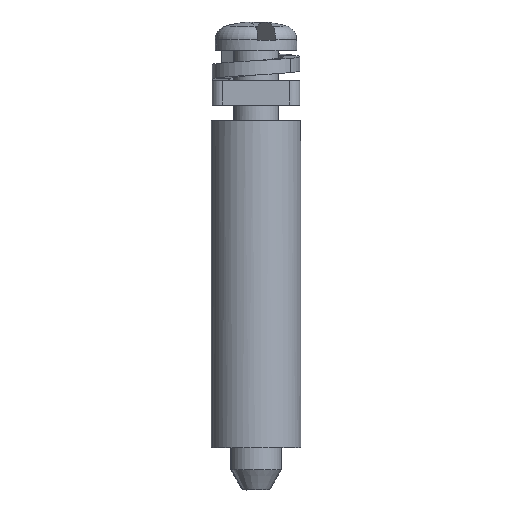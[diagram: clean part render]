
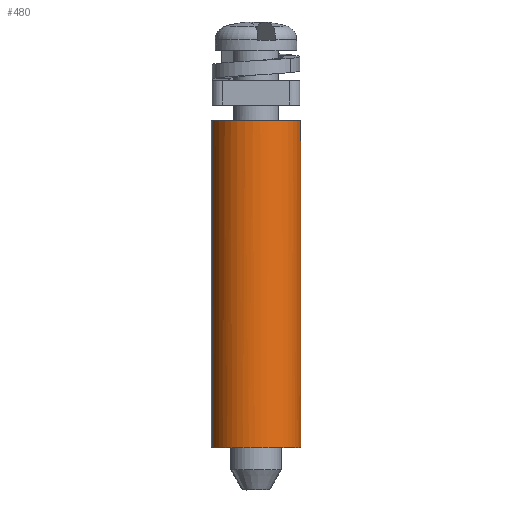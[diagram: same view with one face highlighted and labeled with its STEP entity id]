
A CAD part, left-side view. The second image highlights one B-rep face of the part: STEP entity #480.
In plain terms, the highlighted cylindrical face has radius 2.2 mm (diameter 4.4 mm), a partial arc.
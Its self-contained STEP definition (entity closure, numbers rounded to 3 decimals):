
#453=AXIS2_PLACEMENT_3D('Cylinder Axis2P3D',#450,#451,#452) ;
#471=AXIS2_PLACEMENT_3D('Circle Axis2P3D',#469,#470,$) ;
#386=CARTESIAN_POINT('Control Point',(2.797,0.082,2.057)) ;
#387=CARTESIAN_POINT('Control Point',(2.587,0.023,2.057)) ;
#388=CARTESIAN_POINT('Control Point',(2.37,-0.01,2.057)) ;
#389=CARTESIAN_POINT('Control Point',(2.149,-0.016,2.057)) ;
#390=CARTESIAN_POINT('Control Point',(1.712,0.027,2.057)) ;
#391=CARTESIAN_POINT('Control Point',(1.299,0.175,2.057)) ;
#392=CARTESIAN_POINT('Control Point',(1.102,0.275,2.057)) ;
#393=CARTESIAN_POINT('Control Point',(0.738,0.521,2.057)) ;
#394=CARTESIAN_POINT('Control Point',(0.445,0.848,2.057)) ;
#395=CARTESIAN_POINT('Control Point',(0.319,1.029,2.057)) ;
#396=CARTESIAN_POINT('Control Point',(0.115,1.418,2.057)) ;
#397=CARTESIAN_POINT('Control Point',(0.013,1.845,2.057)) ;
#398=CARTESIAN_POINT('Control Point',(-0.012,2.064,2.057)) ;
#399=CARTESIAN_POINT('Control Point',(-0.006,2.503,2.057)) ;
#400=CARTESIAN_POINT('Control Point',(0.107,2.928,2.057)) ;
#401=CARTESIAN_POINT('Control Point',(0.189,3.132,2.057)) ;
#402=CARTESIAN_POINT('Control Point',(0.403,3.516,2.057)) ;
#403=CARTESIAN_POINT('Control Point',(0.705,3.835,2.057)) ;
#404=CARTESIAN_POINT('Control Point',(0.874,3.976,2.057)) ;
#405=CARTESIAN_POINT('Control Point',(1.123,4.134,2.057)) ;
#406=CARTESIAN_POINT('Control Point',(1.392,4.248,2.057)) ;
#407=CARTESIAN_POINT('Control Point',(1.462,4.274,2.057)) ;
#408=CARTESIAN_POINT('Control Point',(1.533,4.298,2.057)) ;
#409=CARTESIAN_POINT('Control Point',(1.604,4.318,2.057)) ;
#410=CARTESIAN_POINT('Vertex',(2.797,0.082,2.057)) ;
#412=CARTESIAN_POINT('Vertex',(1.604,4.318,2.057)) ;
#450=CARTESIAN_POINT('Axis2P3D Location',(2.2,2.2,18.057)) ;
#455=CARTESIAN_POINT('Line Origine',(1.604,4.318,18.057)) ;
#459=CARTESIAN_POINT('Vertex',(1.604,4.318,18.057)) ;
#462=CARTESIAN_POINT('Line Origine',(2.797,0.082,18.057)) ;
#466=CARTESIAN_POINT('Vertex',(2.797,0.082,18.057)) ;
#469=CARTESIAN_POINT('Axis2P3D Location',(2.2,2.2,18.057)) ;
#451=DIRECTION('Axis2P3D Direction',(0.,0.,-1.)) ;
#452=DIRECTION('Axis2P3D XDirection',(0.271,-0.963,0.)) ;
#456=DIRECTION('Vector Direction',(0.,0.,-1.)) ;
#463=DIRECTION('Vector Direction',(0.,0.,-1.)) ;
#470=DIRECTION('Axis2P3D Direction',(0.,0.,-1.)) ;
#457=VECTOR('Line Direction',#456,1.) ;
#464=VECTOR('Line Direction',#463,1.) ;
#475=ORIENTED_EDGE('',*,*,#461,.T.) ;
#476=ORIENTED_EDGE('',*,*,#414,.F.) ;
#477=ORIENTED_EDGE('',*,*,#468,.T.) ;
#478=ORIENTED_EDGE('',*,*,#473,.T.) ;
#480=ADVANCED_FACE('CTS4USC_Half threaded screw_CA622476',(#479),#454,.T.) ;
#385=B_SPLINE_CURVE_WITH_KNOTS('',5,(#386,#387,#388,#389,#390,#391,#392,#393,#394,#395,#396,#397,#398,#399,#400,#401,#402,#403,#404,#405,#406,#407,#408,#409),.UNSPECIFIED.,.F.,.U.,(6,3,3,3,3,3,3,6),(0.,1.545,3.09,4.636,6.181,7.726,9.271,9.798),.UNSPECIFIED.) ;
#472=CIRCLE('generated circle',#471,2.2) ;
#454=CYLINDRICAL_SURFACE('generated cylinder',#453,2.2) ;
#414=EDGE_CURVE('',#411,#413,#385,.T.) ;
#461=EDGE_CURVE('',#460,#413,#458,.T.) ;
#468=EDGE_CURVE('',#411,#467,#465,.F.) ;
#473=EDGE_CURVE('',#467,#460,#472,.T.) ;
#474=EDGE_LOOP('',(#475,#476,#477,#478)) ;
#479=FACE_OUTER_BOUND('',#474,.T.) ;
#458=LINE('Line',#455,#457) ;
#465=LINE('Line',#462,#464) ;
#411=VERTEX_POINT('',#410) ;
#413=VERTEX_POINT('',#412) ;
#460=VERTEX_POINT('',#459) ;
#467=VERTEX_POINT('',#466) ;
